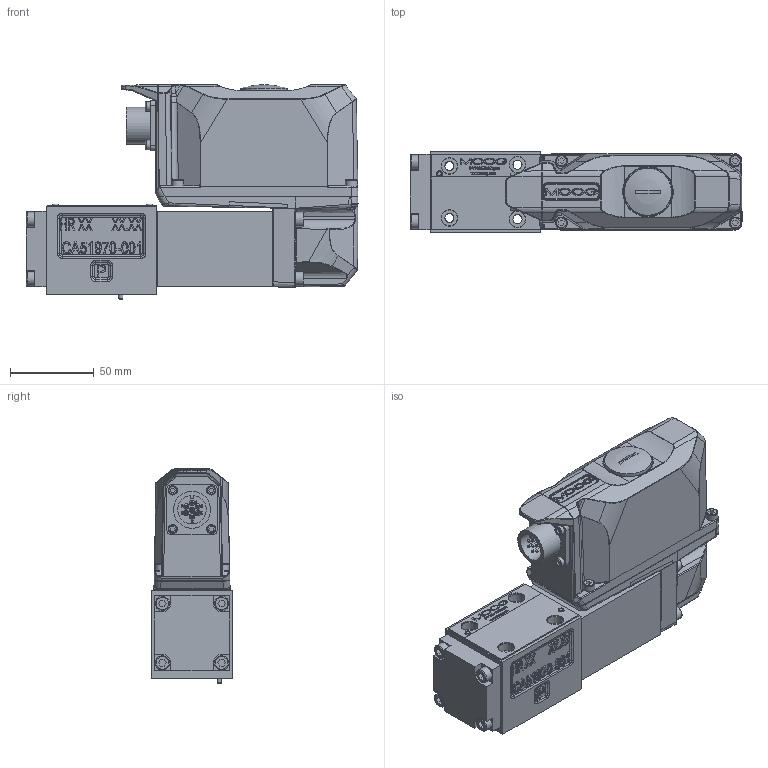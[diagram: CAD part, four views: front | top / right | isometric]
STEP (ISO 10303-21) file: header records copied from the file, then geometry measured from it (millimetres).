
FILE_DESCRIPTION(/* description */ (''),/* implementation_level */ '2;1');
FILE_NAME(/* name */ 'CC72621-001_A.stp',/* time_stamp */ '2019-07-29T08:55:05+02:00',/* author */ (''),/* organization */ (''),/* preprocessor_version */ 'ST-DEVELOPER v16',/* originating_system */ 'SIEMENS PLM Software NX 10.0',/* authorisation */ '');
FILE_SCHEMA (('AUTOMOTIVE_DESIGN { 1 0 10303 214 3 1 1 1 }'));
Products named in the file (1): troe0A8CC297e59j
Bounding box: 197.71 x 48.5 x 127.89 mm (x, y, z)
Volume: 760412 mm3; surface area: 81252.5 mm2
Topology: 1 solids, 1 shells, 1927 faces, 4876 edges, 3099 vertices
Faces by surface type: plane 810, bspline 584, cylinder 283, extrusion 201, torus 25, cone 19, sphere 5
Full cylindrical faces by diameter (mm): 1.6 x7, 4.2 x4, 5 x4, 5.4 x4, 5.5 x4, 7 x4, 8.5 x8, 9.5 x4, 10 x4, 11 x1, 12.4 x4, 22.019 x1, 28 x1, 42.5 x1
Entity records: 73022 total; most frequent: CARTESIAN_POINT 32563, ORIENTED_EDGE 9488, DIRECTION 6058, EDGE_CURVE 4744, VERTEX_POINT 3077, EDGE_LOOP 2201, VECTOR 2198, B_SPLINE_CURVE_WITH_KNOTS 2133
